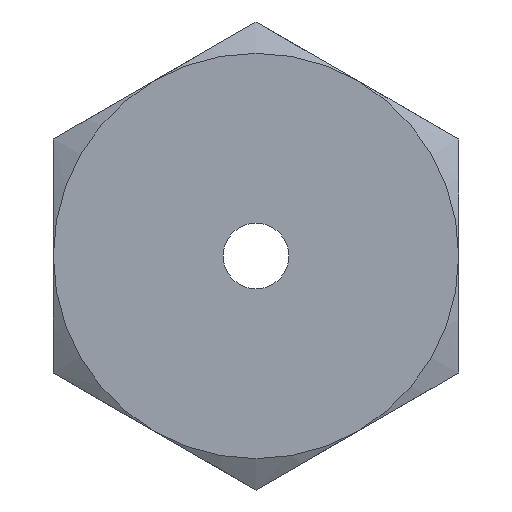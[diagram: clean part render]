
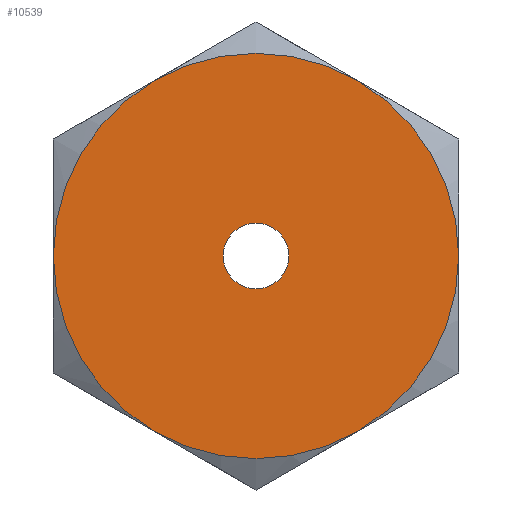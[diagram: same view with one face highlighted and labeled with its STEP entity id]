
A CAD part, left-side view. The second image highlights one B-rep face of the part: STEP entity #10539.
In plain terms, the highlighted planar face has unit normal (-1, 0, 0).
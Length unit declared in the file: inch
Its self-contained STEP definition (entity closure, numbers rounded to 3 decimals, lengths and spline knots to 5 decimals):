
#4904=CARTESIAN_POINT('',(-0.09,0.06175,
-0.10695));
#4918=CARTESIAN_POINT('',(-0.09,0.1235,
0.));
#4946=CARTESIAN_POINT('',(-0.09,0.06175,
0.10695));
#4960=CARTESIAN_POINT('',(-0.09,0.,0.));
#4961=DIRECTION('',(-1.,0.,0.));
#4962=DIRECTION('',(0.,1.,0.));
#4963=AXIS2_PLACEMENT_3D('',#4960,#4961,#4962);
#4965=CARTESIAN_POINT('',(-0.09,0.,0.));
#4966=DIRECTION('',(-1.,0.,0.));
#4967=DIRECTION('',(0.,0.5,0.866));
#4968=AXIS2_PLACEMENT_3D('',#4965,#4966,#4967);
#4970=CARTESIAN_POINT('',(-0.09,0.,0.));
#4971=DIRECTION('',(-1.,0.,0.));
#4972=DIRECTION('',(0.,-0.5,0.866));
#4973=AXIS2_PLACEMENT_3D('',#4970,#4971,#4972);
#4975=CARTESIAN_POINT('',(-0.09,0.,0.));
#4976=DIRECTION('',(-1.,0.,0.));
#4977=DIRECTION('',(0.,-1.,0.));
#4978=AXIS2_PLACEMENT_3D('',#4975,#4976,#4977);
#4980=CARTESIAN_POINT('',(-0.09,0.,0.));
#4981=DIRECTION('',(-1.,0.,0.));
#4982=DIRECTION('',(0.,-0.5,-0.866));
#4983=AXIS2_PLACEMENT_3D('',#4980,#4981,#4982);
#4985=CARTESIAN_POINT('',(-0.09,0.,0.));
#4986=DIRECTION('',(-1.,0.,0.));
#4987=DIRECTION('',(0.,0.5,-0.866));
#4988=AXIS2_PLACEMENT_3D('',#4985,#4986,#4987);
#4990=CARTESIAN_POINT('',(-0.09,0.,0.));
#4991=DIRECTION('',(1.,0.,0.));
#4992=DIRECTION('',(0.,-1.,0.));
#4993=AXIS2_PLACEMENT_3D('',#4990,#4991,#4992);
#4995=CARTESIAN_POINT('',(-0.09,0.,0.));
#4996=DIRECTION('',(1.,0.,0.));
#4997=DIRECTION('',(0.,1.,0.));
#4998=AXIS2_PLACEMENT_3D('',#4995,#4996,#4997);
#5014=CARTESIAN_POINT('',(-0.09,-0.06175,
0.10695));
#5035=CARTESIAN_POINT('',(-0.09,-0.1235,
0.));
#5056=CARTESIAN_POINT('',(-0.09,-0.06175,
-0.10695));
#5311=VERTEX_POINT('',#4904);
#5313=VERTEX_POINT('',#4918);
#5316=VERTEX_POINT('',#4946);
#5318=VERTEX_POINT('',#5014);
#5320=VERTEX_POINT('',#5035);
#5321=VERTEX_POINT('',#5056);
#5326=CARTESIAN_POINT('',(-0.09,-0.02,0.));
#5327=CARTESIAN_POINT('',(-0.09,0.02,0.));
#5328=VERTEX_POINT('',#5326);
#5329=VERTEX_POINT('',#5327);
#10520=CARTESIAN_POINT('',(-0.09,0.,0.));
#10521=DIRECTION('',(1.,0.,0.));
#10522=DIRECTION('',(0.,1.,0.));
#10523=AXIS2_PLACEMENT_3D('',#10520,#10521,#10522);
#10524=PLANE('',#10523);
#10525=ORIENTED_EDGE('',*,*,#10418,.F.);
#10526=ORIENTED_EDGE('',*,*,#10488,.F.);
#10527=ORIENTED_EDGE('',*,*,#10501,.F.);
#10528=ORIENTED_EDGE('',*,*,#10515,.F.);
#10529=ORIENTED_EDGE('',*,*,#10445,.F.);
#10530=ORIENTED_EDGE('',*,*,#10429,.F.);
#10531=EDGE_LOOP('',(#10525,#10526,#10527,#10528,#10529,#10530));
#10532=FACE_OUTER_BOUND('',#10531,.F.);
#10534=ORIENTED_EDGE('',*,*,#10533,.F.);
#10536=ORIENTED_EDGE('',*,*,#10535,.F.);
#10537=EDGE_LOOP('',(#10534,#10536));
#10538=FACE_BOUND('',#10537,.F.);
#4964=CIRCLE('',#4963,0.1235);
#4969=CIRCLE('',#4968,0.1235);
#4974=CIRCLE('',#4973,0.1235);
#4979=CIRCLE('',#4978,0.1235);
#4984=CIRCLE('',#4983,0.1235);
#4989=CIRCLE('',#4988,0.1235);
#4994=CIRCLE('',#4993,0.02);
#4999=CIRCLE('',#4998,0.02);
#10418=EDGE_CURVE('',#5313,#5311,#4964,.T.);
#10429=EDGE_CURVE('',#5311,#5321,#4989,.T.);
#10445=EDGE_CURVE('',#5321,#5320,#4984,.T.);
#10488=EDGE_CURVE('',#5316,#5313,#4969,.T.);
#10501=EDGE_CURVE('',#5318,#5316,#4974,.T.);
#10515=EDGE_CURVE('',#5320,#5318,#4979,.T.);
#10533=EDGE_CURVE('',#5328,#5329,#4994,.T.);
#10535=EDGE_CURVE('',#5329,#5328,#4999,.T.);
#10539=ADVANCED_FACE('',(#10532,#10538),#10524,.F.);
